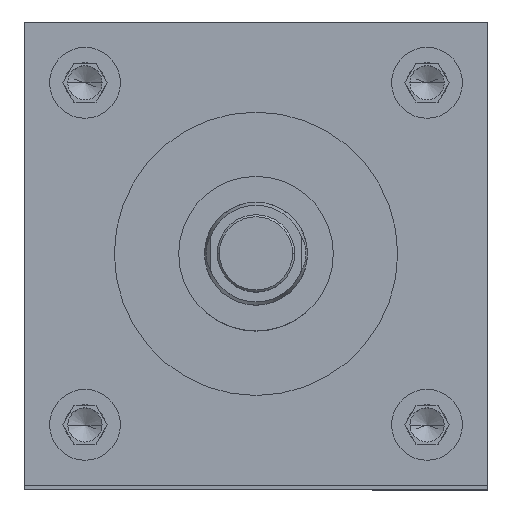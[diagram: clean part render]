
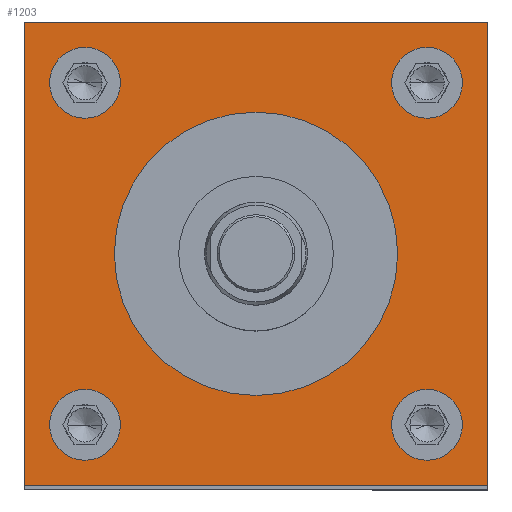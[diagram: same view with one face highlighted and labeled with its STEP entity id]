
A CAD part, top view. The second image highlights one B-rep face of the part: STEP entity #1203.
In plain terms, the highlighted planar face has unit normal (0, 0, 1).
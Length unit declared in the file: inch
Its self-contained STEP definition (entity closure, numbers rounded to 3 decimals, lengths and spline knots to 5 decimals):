
#27 = DIRECTION ( 'NONE',  ( -1., 0., 0. ) ) ;
#52 = EDGE_CURVE ( 'NONE', #2128, #751, #5741, .T. ) ;
#120 = VERTEX_POINT ( 'NONE', #1491 ) ;
#295 = DIRECTION ( 'NONE',  ( 0., 0., 1. ) ) ;
#327 = CARTESIAN_POINT ( 'NONE',  ( 1.66, -1.66, 24.25 ) ) ;
#378 = CIRCLE ( 'NONE', #4289, 0.3435 ) ;
#472 = AXIS2_PLACEMENT_3D ( 'NONE', #1601, #3642, #5479 ) ;
#477 = LINE ( 'NONE', #5810, #4776 ) ;
#569 = EDGE_LOOP ( 'NONE', ( #4021, #3967, #4547, #4359 ) ) ;
#618 = CARTESIAN_POINT ( 'NONE',  ( 0., 0., 24.25 ) ) ;
#710 = VERTEX_POINT ( 'NONE', #4385 ) ;
#721 = CIRCLE ( 'NONE', #1110, 0.3435 ) ;
#751 = VERTEX_POINT ( 'NONE', #5269 ) ;
#784 = LINE ( 'NONE', #2108, #5316 ) ;
#810 = EDGE_LOOP ( 'NONE', ( #4798, #4468 ) ) ;
#833 = VERTEX_POINT ( 'NONE', #5206 ) ;
#843 = DIRECTION ( 'NONE',  ( 1., 0., 0. ) ) ;
#977 = VERTEX_POINT ( 'NONE', #1864 ) ;
#1110 = AXIS2_PLACEMENT_3D ( 'NONE', #3643, #295, #3129 ) ;
#1115 = DIRECTION ( 'NONE',  ( 0., -1., 0. ) ) ;
#1145 = CARTESIAN_POINT ( 'NONE',  ( 1.66, -1.66, 24.25 ) ) ;
#1157 = VERTEX_POINT ( 'NONE', #2206 ) ;
#1171 = EDGE_CURVE ( 'NONE', #710, #2384, #784, .T. ) ;
#1182 = DIRECTION ( 'NONE',  ( -1., 0., 0. ) ) ;
#1197 = DIRECTION ( 'NONE',  ( 0., 0., 1. ) ) ;
#1203 = ADVANCED_FACE ( 'NONE', ( #1631, #3646, #5519, #2631, #4570, #1727 ), #5482, .F. ) ;
#1230 = DIRECTION ( 'NONE',  ( 0., 0., 1. ) ) ;
#1267 = ORIENTED_EDGE ( 'NONE', *, *, #5422, .F. ) ;
#1271 = AXIS2_PLACEMENT_3D ( 'NONE', #2265, #3737, #4214 ) ;
#1275 = AXIS2_PLACEMENT_3D ( 'NONE', #2559, #4158, #1182 ) ;
#1491 = CARTESIAN_POINT ( 'NONE',  ( -1.3165, 1.66, 24.25 ) ) ;
#1528 = EDGE_CURVE ( 'NONE', #1157, #833, #3094, .T. ) ;
#1601 = CARTESIAN_POINT ( 'NONE',  ( -1.66, 1.66, 24.25 ) ) ;
#1606 = VERTEX_POINT ( 'NONE', #1772 ) ;
#1610 = CARTESIAN_POINT ( 'NONE',  ( -1.3165, -1.66, 24.25 ) ) ;
#1621 = CARTESIAN_POINT ( 'NONE',  ( 1.3165, -1.66, 24.25 ) ) ;
#1631 = FACE_BOUND ( 'NONE', #4070, .T. ) ;
#1726 = DIRECTION ( 'NONE',  ( 1., 0., 0. ) ) ;
#1727 = FACE_OUTER_BOUND ( 'NONE', #569, .T. ) ;
#1772 = CARTESIAN_POINT ( 'NONE',  ( -2.0035, 1.66, 24.25 ) ) ;
#1819 = AXIS2_PLACEMENT_3D ( 'NONE', #327, #5543, #1726 ) ;
#1834 = CIRCLE ( 'NONE', #4480, 1.375 ) ;
#1864 = CARTESIAN_POINT ( 'NONE',  ( -2.0035, -1.66, 24.25 ) ) ;
#1885 = EDGE_CURVE ( 'NONE', #4096, #5875, #5110, .T. ) ;
#1969 = ORIENTED_EDGE ( 'NONE', *, *, #4881, .F. ) ;
#1975 = EDGE_CURVE ( 'NONE', #833, #1157, #5712, .T. ) ;
#2108 = CARTESIAN_POINT ( 'NONE',  ( -2.25, -2.25, 24.25 ) ) ;
#2128 = VERTEX_POINT ( 'NONE', #2417 ) ;
#2145 = EDGE_CURVE ( 'NONE', #5795, #4993, #1834, .T. ) ;
#2206 = CARTESIAN_POINT ( 'NONE',  ( 1.3165, 1.66, 24.25 ) ) ;
#2265 = CARTESIAN_POINT ( 'NONE',  ( 1.66, 1.66, 24.25 ) ) ;
#2379 = CARTESIAN_POINT ( 'NONE',  ( -2.25, 2.25, 24.25 ) ) ;
#2384 = VERTEX_POINT ( 'NONE', #2804 ) ;
#2417 = CARTESIAN_POINT ( 'NONE',  ( 2.25, 2.25, 24.25 ) ) ;
#2473 = EDGE_CURVE ( 'NONE', #4993, #5795, #3959, .T. ) ;
#2486 = DIRECTION ( 'NONE',  ( 0., 0., 1. ) ) ;
#2523 = CARTESIAN_POINT ( 'NONE',  ( -2.25, -2.25, 24.25 ) ) ;
#2559 = CARTESIAN_POINT ( 'NONE',  ( -2.25, 2.25, 24.25 ) ) ;
#2631 = FACE_BOUND ( 'NONE', #810, .T. ) ;
#2692 = ORIENTED_EDGE ( 'NONE', *, *, #2145, .F. ) ;
#2725 = VERTEX_POINT ( 'NONE', #1610 ) ;
#2756 = DIRECTION ( 'NONE',  ( 0., 0., 1. ) ) ;
#2804 = CARTESIAN_POINT ( 'NONE',  ( 2.25, -2.25, 24.25 ) ) ;
#2918 = DIRECTION ( 'NONE',  ( 0., 1., 0. ) ) ;
#3094 = CIRCLE ( 'NONE', #5630, 0.3435 ) ;
#3129 = DIRECTION ( 'NONE',  ( 1., 0., 0. ) ) ;
#3235 = ORIENTED_EDGE ( 'NONE', *, *, #1528, .F. ) ;
#3249 = AXIS2_PLACEMENT_3D ( 'NONE', #4364, #4422, #5366 ) ;
#3263 = CIRCLE ( 'NONE', #4596, 0.3435 ) ;
#3265 = EDGE_LOOP ( 'NONE', ( #4569, #2692 ) ) ;
#3450 = LINE ( 'NONE', #2523, #4959 ) ;
#3462 = ORIENTED_EDGE ( 'NONE', *, *, #5386, .F. ) ;
#3484 = AXIS2_PLACEMENT_3D ( 'NONE', #1145, #1230, #4056 ) ;
#3556 = EDGE_CURVE ( 'NONE', #1606, #120, #6202, .T. ) ;
#3642 = DIRECTION ( 'NONE',  ( 0., 0., 1. ) ) ;
#3643 = CARTESIAN_POINT ( 'NONE',  ( -1.66, 1.66, 24.25 ) ) ;
#3646 = FACE_BOUND ( 'NONE', #4965, .T. ) ;
#3649 = CIRCLE ( 'NONE', #1819, 0.3435 ) ;
#3668 = DIRECTION ( 'NONE',  ( 0., 0., 1. ) ) ;
#3737 = DIRECTION ( 'NONE',  ( 0., 0., 1. ) ) ;
#3831 = EDGE_LOOP ( 'NONE', ( #3462, #1267 ) ) ;
#3959 = CIRCLE ( 'NONE', #3249, 1.375 ) ;
#3967 = ORIENTED_EDGE ( 'NONE', *, *, #1171, .T. ) ;
#4021 = ORIENTED_EDGE ( 'NONE', *, *, #4802, .T. ) ;
#4056 = DIRECTION ( 'NONE',  ( 1., 0., 0. ) ) ;
#4070 = EDGE_LOOP ( 'NONE', ( #1969, #4263 ) ) ;
#4096 = VERTEX_POINT ( 'NONE', #1621 ) ;
#4130 = ORIENTED_EDGE ( 'NONE', *, *, #1975, .F. ) ;
#4146 = CARTESIAN_POINT ( 'NONE',  ( -1.66, -1.66, 24.25 ) ) ;
#4158 = DIRECTION ( 'NONE',  ( 0., 0., -1. ) ) ;
#4214 = DIRECTION ( 'NONE',  ( 1., 0., 0. ) ) ;
#4263 = ORIENTED_EDGE ( 'NONE', *, *, #1885, .F. ) ;
#4289 = AXIS2_PLACEMENT_3D ( 'NONE', #5441, #1197, #4525 ) ;
#4359 = ORIENTED_EDGE ( 'NONE', *, *, #52, .T. ) ;
#4364 = CARTESIAN_POINT ( 'NONE',  ( 0., 0., 24.25 ) ) ;
#4385 = CARTESIAN_POINT ( 'NONE',  ( -2.25, -2.25, 24.25 ) ) ;
#4422 = DIRECTION ( 'NONE',  ( 0., 0., 1. ) ) ;
#4468 = ORIENTED_EDGE ( 'NONE', *, *, #3556, .F. ) ;
#4480 = AXIS2_PLACEMENT_3D ( 'NONE', #618, #2486, #5779 ) ;
#4525 = DIRECTION ( 'NONE',  ( 1., 0., 0. ) ) ;
#4547 = ORIENTED_EDGE ( 'NONE', *, *, #5542, .T. ) ;
#4569 = ORIENTED_EDGE ( 'NONE', *, *, #2473, .F. ) ;
#4570 = FACE_BOUND ( 'NONE', #3265, .T. ) ;
#4596 = AXIS2_PLACEMENT_3D ( 'NONE', #4146, #3668, #6105 ) ;
#4745 = CARTESIAN_POINT ( 'NONE',  ( -1.375, 0., 24.25 ) ) ;
#4776 = VECTOR ( 'NONE', #2918, 39.37008 ) ;
#4798 = ORIENTED_EDGE ( 'NONE', *, *, #4879, .F. ) ;
#4802 = EDGE_CURVE ( 'NONE', #751, #710, #3450, .T. ) ;
#4879 = EDGE_CURVE ( 'NONE', #120, #1606, #721, .T. ) ;
#4881 = EDGE_CURVE ( 'NONE', #5875, #4096, #3649, .T. ) ;
#4959 = VECTOR ( 'NONE', #1115, 39.37008 ) ;
#4965 = EDGE_LOOP ( 'NONE', ( #4130, #3235 ) ) ;
#4993 = VERTEX_POINT ( 'NONE', #5723 ) ;
#5110 = CIRCLE ( 'NONE', #3484, 0.3435 ) ;
#5206 = CARTESIAN_POINT ( 'NONE',  ( 2.0035, 1.66, 24.25 ) ) ;
#5269 = CARTESIAN_POINT ( 'NONE',  ( -2.25, 2.25, 24.25 ) ) ;
#5316 = VECTOR ( 'NONE', #6050, 39.37008 ) ;
#5366 = DIRECTION ( 'NONE',  ( 1., 0., 0. ) ) ;
#5386 = EDGE_CURVE ( 'NONE', #2725, #977, #378, .T. ) ;
#5422 = EDGE_CURVE ( 'NONE', #977, #2725, #3263, .T. ) ;
#5441 = CARTESIAN_POINT ( 'NONE',  ( -1.66, -1.66, 24.25 ) ) ;
#5479 = DIRECTION ( 'NONE',  ( 1., 0., 0. ) ) ;
#5482 = PLANE ( 'NONE',  #1275 ) ;
#5519 = FACE_BOUND ( 'NONE', #3831, .T. ) ;
#5542 = EDGE_CURVE ( 'NONE', #2384, #2128, #477, .T. ) ;
#5543 = DIRECTION ( 'NONE',  ( 0., 0., 1. ) ) ;
#5608 = CARTESIAN_POINT ( 'NONE',  ( 1.66, 1.66, 24.25 ) ) ;
#5625 = VECTOR ( 'NONE', #27, 39.37008 ) ;
#5630 = AXIS2_PLACEMENT_3D ( 'NONE', #5608, #2756, #843 ) ;
#5712 = CIRCLE ( 'NONE', #1271, 0.3435 ) ;
#5723 = CARTESIAN_POINT ( 'NONE',  ( 1.375, 0., 24.25 ) ) ;
#5741 = LINE ( 'NONE', #2379, #5625 ) ;
#5779 = DIRECTION ( 'NONE',  ( 1., 0., 0. ) ) ;
#5795 = VERTEX_POINT ( 'NONE', #4745 ) ;
#5810 = CARTESIAN_POINT ( 'NONE',  ( 2.25, -2.25, 24.25 ) ) ;
#5875 = VERTEX_POINT ( 'NONE', #6158 ) ;
#6050 = DIRECTION ( 'NONE',  ( 1., 0., 0. ) ) ;
#6105 = DIRECTION ( 'NONE',  ( 1., 0., 0. ) ) ;
#6158 = CARTESIAN_POINT ( 'NONE',  ( 2.0035, -1.66, 24.25 ) ) ;
#6202 = CIRCLE ( 'NONE', #472, 0.3435 ) ;
